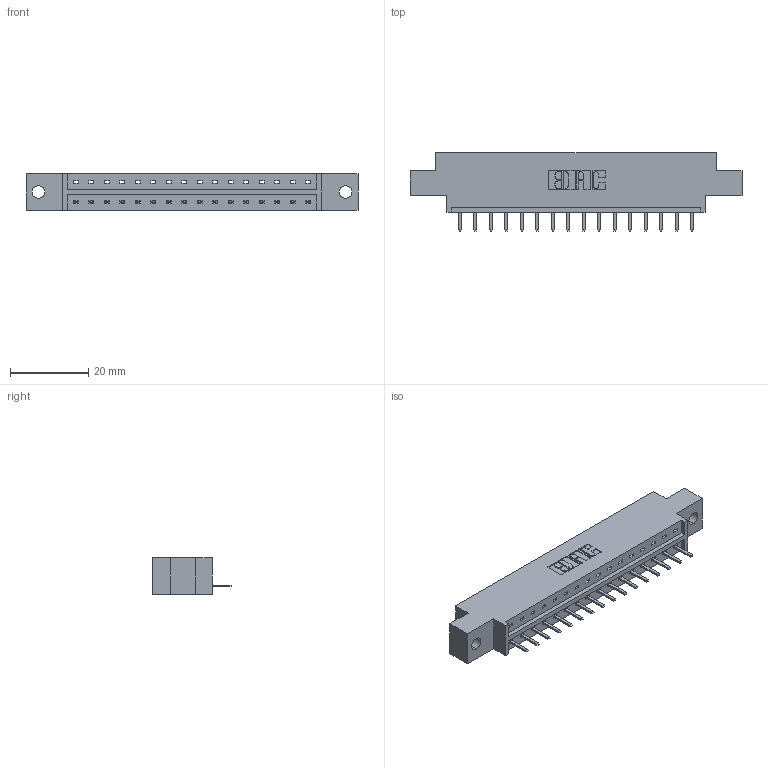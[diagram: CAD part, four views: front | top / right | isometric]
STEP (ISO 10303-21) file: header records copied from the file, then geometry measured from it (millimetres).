
FILE_DESCRIPTION (( 'STEP AP203' ), '1' );
FILE_NAME ('333-016-520-602.STEP', '2018-08-01T11:21:37', ( '' ), ( '' ), 'SwSTEP 2.0', 'SolidWorks 2016', '' );
FILE_SCHEMA (( 'CONFIG_CONTROL_DESIGN' ));
Length unit declared in the file: inch
Products named in the file (3): 333 Part_Offset - .128 Dia; 345-292-001_345-293-120; 333-016-520-602
Assembly tree (17 placements, depth 2):
  333-016-520-602
    333 Part_Offset - .128 Dia
    345-292-001_345-293-120  x16
Bounding box: 84.94 x 20.02 x 9.4 mm (x, y, z)
Volume: 8013 mm3; surface area: 8264 mm2
Topology: 17 solids, 17 shells, 1110 faces, 3267 edges, 2134 vertices
Faces by surface type: plane 778, cylinder 332
Entity records: 13393 total; most frequent: CARTESIAN_POINT 2334, ORIENTED_EDGE 2274, DIRECTION 2009, EDGE_CURVE 1137, VECTOR 1005, LINE 1005, VERTEX_POINT 754, AXIS2_PLACEMENT_3D 502
